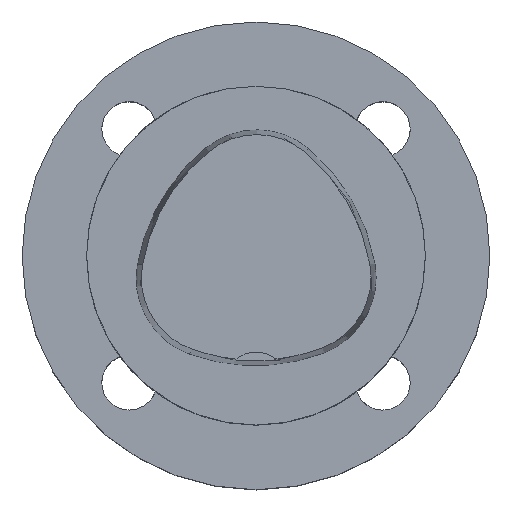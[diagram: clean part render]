
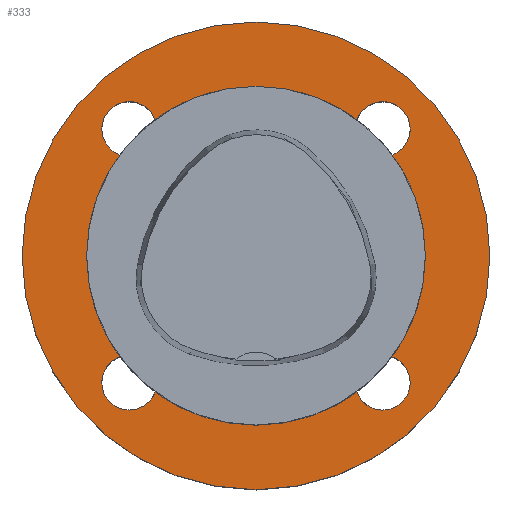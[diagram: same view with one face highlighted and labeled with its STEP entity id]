
A CAD part, top view. The second image highlights one B-rep face of the part: STEP entity #333.
In plain terms, the highlighted planar face has unit normal (0, 0, 1).
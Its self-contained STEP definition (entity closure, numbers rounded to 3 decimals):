
#333=ADVANCED_FACE('',(#436,#437),#399,.T.);
#399=PLANE('',#1268);
#436=FACE_BOUND('',#547,.T.);
#437=FACE_BOUND('',#548,.T.);
#547=EDGE_LOOP('',(#760,#761,#762,#763,#764,#765,#766,#767));
#548=EDGE_LOOP('',(#768));
#760=ORIENTED_EDGE('',*,*,#1082,.F.);
#761=ORIENTED_EDGE('',*,*,#1018,.T.);
#762=ORIENTED_EDGE('',*,*,#1083,.F.);
#763=ORIENTED_EDGE('',*,*,#1014,.T.);
#764=ORIENTED_EDGE('',*,*,#1084,.F.);
#765=ORIENTED_EDGE('',*,*,#1010,.T.);
#766=ORIENTED_EDGE('',*,*,#1085,.F.);
#767=ORIENTED_EDGE('',*,*,#1006,.T.);
#768=ORIENTED_EDGE('',*,*,#1086,.F.);
#899=VERTEX_POINT('',#1708);
#901=VERTEX_POINT('',#1721);
#902=VERTEX_POINT('',#1723);
#905=VERTEX_POINT('',#1738);
#906=VERTEX_POINT('',#1740);
#909=VERTEX_POINT('',#1755);
#910=VERTEX_POINT('',#1757);
#913=VERTEX_POINT('',#1772);
#961=VERTEX_POINT('',#1919);
#1006=EDGE_CURVE('',#902,#901,#1136,.T.);
#1010=EDGE_CURVE('',#906,#905,#1137,.T.);
#1014=EDGE_CURVE('',#910,#909,#1138,.T.);
#1018=EDGE_CURVE('',#899,#913,#1139,.T.);
#1082=EDGE_CURVE('',#899,#901,#1163,.T.);
#1083=EDGE_CURVE('',#910,#913,#1164,.T.);
#1084=EDGE_CURVE('',#906,#909,#1165,.T.);
#1085=EDGE_CURVE('',#902,#905,#1166,.T.);
#1086=EDGE_CURVE('',#961,#961,#1167,.T.);
#1136=CIRCLE('',#1204,31.5);
#1137=CIRCLE('',#1205,31.5);
#1138=CIRCLE('',#1206,31.5);
#1139=CIRCLE('',#1207,31.5);
#1163=CIRCLE('',#1263,5.1);
#1164=CIRCLE('',#1264,5.1);
#1165=CIRCLE('',#1265,5.1);
#1166=CIRCLE('',#1266,5.1);
#1167=CIRCLE('',#1267,43.5);
#1204=AXIS2_PLACEMENT_3D('',#1722,#1361,#1362);
#1205=AXIS2_PLACEMENT_3D('',#1739,#1365,#1366);
#1206=AXIS2_PLACEMENT_3D('',#1756,#1369,#1370);
#1207=AXIS2_PLACEMENT_3D('',#1773,#1373,#1374);
#1263=AXIS2_PLACEMENT_3D('',#1914,#1515,#1516);
#1264=AXIS2_PLACEMENT_3D('',#1915,#1517,#1518);
#1265=AXIS2_PLACEMENT_3D('',#1916,#1519,#1520);
#1266=AXIS2_PLACEMENT_3D('',#1917,#1521,#1522);
#1267=AXIS2_PLACEMENT_3D('',#1918,#1523,#1524);
#1268=AXIS2_PLACEMENT_3D('',#1920,#1525,#1526);
#1361=DIRECTION('',(0.0,0.0,-1.0));
#1362=DIRECTION('',(-1.0,0.0,0.0));
#1365=DIRECTION('',(0.0,0.0,-1.0));
#1366=DIRECTION('',(-1.0,0.0,0.0));
#1369=DIRECTION('',(0.0,0.0,-1.0));
#1370=DIRECTION('',(-1.0,0.0,0.0));
#1373=DIRECTION('',(0.0,0.0,-1.0));
#1374=DIRECTION('',(-1.0,0.0,0.0));
#1515=DIRECTION('',(0.0,0.0,1.0));
#1516=DIRECTION('',(1.0,0.0,0.0));
#1517=DIRECTION('',(0.0,0.0,1.0));
#1518=DIRECTION('',(1.0,0.0,0.0));
#1519=DIRECTION('',(0.0,0.0,1.0));
#1520=DIRECTION('',(1.0,0.0,0.0));
#1521=DIRECTION('',(0.0,0.0,1.0));
#1522=DIRECTION('',(1.0,0.0,0.0));
#1523=DIRECTION('',(0.0,0.0,-1.0));
#1524=DIRECTION('',(-1.0,0.0,0.0));
#1525=DIRECTION('',(0.0,0.0,1.0));
#1526=DIRECTION('',(1.0,0.0,0.0));
#1708=CARTESIAN_POINT('',(18.777,-25.292,-23.2));
#1721=CARTESIAN_POINT('',(25.292,-18.777,-23.2));
#1722=CARTESIAN_POINT('',(0.0,0.0,-23.2));
#1723=CARTESIAN_POINT('',(25.292,18.777,-23.2));
#1738=CARTESIAN_POINT('',(18.777,25.292,-23.2));
#1739=CARTESIAN_POINT('',(0.0,0.0,-23.2));
#1740=CARTESIAN_POINT('',(-18.777,25.292,-23.2));
#1755=CARTESIAN_POINT('',(-25.292,18.777,-23.2));
#1756=CARTESIAN_POINT('',(0.0,0.0,-23.2));
#1757=CARTESIAN_POINT('',(-25.292,-18.777,-23.2));
#1772=CARTESIAN_POINT('',(-18.777,-25.292,-23.2));
#1773=CARTESIAN_POINT('',(0.0,0.0,-23.2));
#1914=CARTESIAN_POINT('',(23.582,-23.582,-23.2));
#1915=CARTESIAN_POINT('',(-23.582,-23.582,-23.2));
#1916=CARTESIAN_POINT('',(-23.582,23.582,-23.2));
#1917=CARTESIAN_POINT('',(23.582,23.582,-23.2));
#1918=CARTESIAN_POINT('',(0.,0.,-23.2));
#1919=CARTESIAN_POINT('',(-43.5,0.,-23.2));
#1920=CARTESIAN_POINT('',(0.,0.,-23.2));
